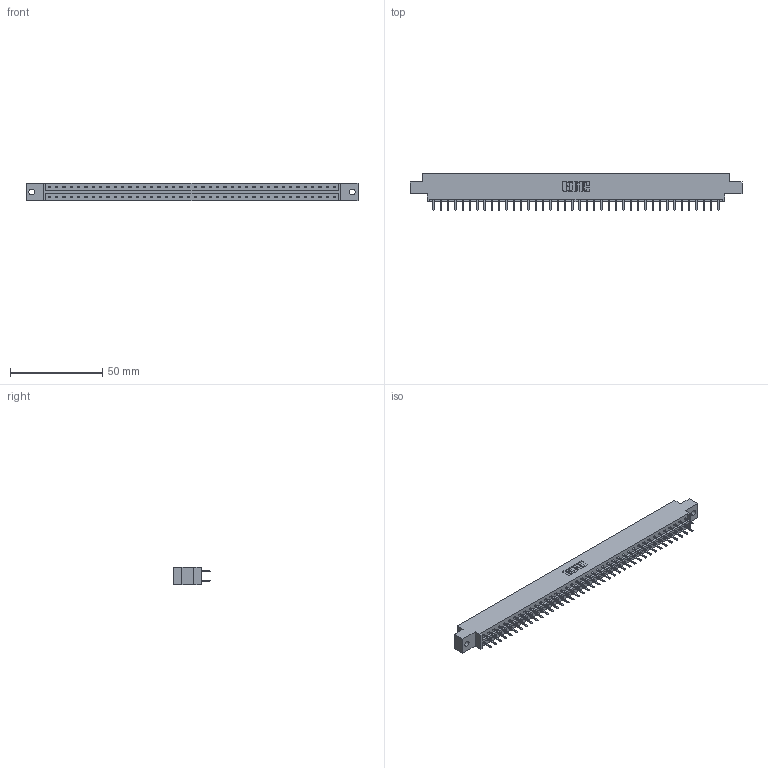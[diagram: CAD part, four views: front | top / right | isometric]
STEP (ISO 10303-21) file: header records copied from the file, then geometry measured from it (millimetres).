
FILE_DESCRIPTION (( 'STEP AP203' ), '1' );
FILE_NAME ('333-080-520-802.STEP', '2018-08-05T01:12:15', ( '' ), ( '' ), 'SwSTEP 2.0', 'SolidWorks 2016', '' );
FILE_SCHEMA (( 'CONFIG_CONTROL_DESIGN' ));
Length unit declared in the file: inch
Products named in the file (3): 333 Part_Offset - .128 Dia; 345-292-001_345-293-120; 333-080-520-802
Assembly tree (81 placements, depth 2):
  333-080-520-802
    333 Part_Offset - .128 Dia
    345-292-001_345-293-120  x80
Bounding box: 180.04 x 20.02 x 9.4 mm (x, y, z)
Volume: 18062.2 mm3; surface area: 21186.9 mm2
Topology: 81 solids, 81 shells, 4598 faces, 13363 edges, 8694 vertices
Faces by surface type: plane 3114, cylinder 1484
Entity records: 26241 total; most frequent: CARTESIAN_POINT 4366, ORIENTED_EDGE 4290, DIRECTION 3721, EDGE_CURVE 2145, VECTOR 2013, LINE 2013, VERTEX_POINT 1426, AXIS2_PLACEMENT_3D 854
